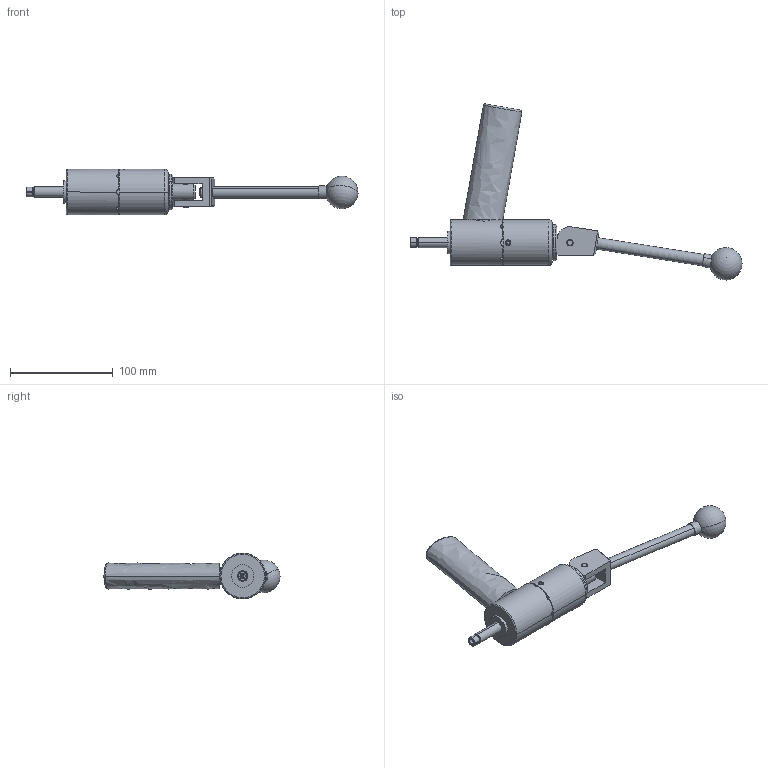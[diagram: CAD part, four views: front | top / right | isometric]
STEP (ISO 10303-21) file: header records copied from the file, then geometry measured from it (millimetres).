
FILE_DESCRIPTION (( 'STEP AP214' ), '1' );
FILE_NAME ('CTSC-003503.STEP', '2025-07-28T22:56:50', ( '' ), ( '' ), 'SwSTEP 2.0', 'SolidWorks 2023', '' );
FILE_SCHEMA (( 'AUTOMOTIVE_DESIGN' ));
Length unit declared in the file: inch
Products named in the file (1): CTSC-003503
Bounding box: 323.84 x 171.73 x 44.45 mm (x, y, z)
Volume: 278131.8 mm3; surface area: 65747.4 mm2
Topology: 8 solids, 9 shells, 265 faces, 639 edges, 404 vertices
Faces by surface type: cylinder 117, plane 82, cone 47, torus 10, bspline 7, sphere 2
Entity records: 13417 total; most frequent: CARTESIAN_POINT 3908, DIRECTION 1266, ORIENTED_EDGE 1260, EDGE_CURVE 630, AXIS2_PLACEMENT_3D 511, VERTEX_POINT 401, EDGE_LOOP 301, LENGTH_MEASURE_WITH_UNIT 265
